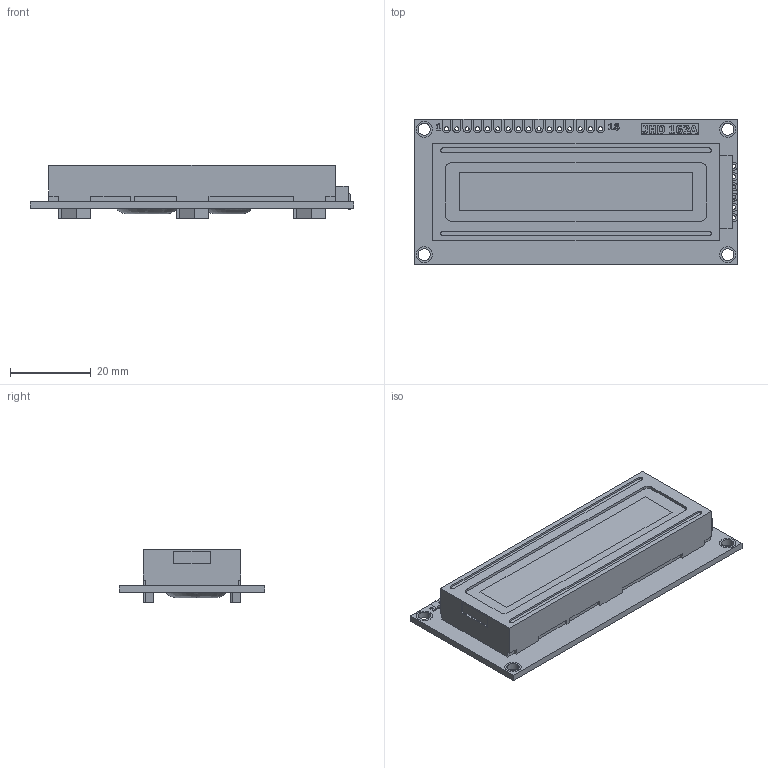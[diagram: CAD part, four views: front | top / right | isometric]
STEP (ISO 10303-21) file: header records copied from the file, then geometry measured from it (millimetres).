
FILE_DESCRIPTION (( 'STEP AP214' ), '1' );
FILE_NAME ('User Library-LCD 16x2 JHD162A.STEP', '2015-08-11T16:32:54', ( 'Windows User' ), ( '' ), 'SwSTEP 2.0', 'SolidWorks 2015', '' );
FILE_SCHEMA (( 'AUTOMOTIVE_DESIGN' ));
Length unit declared in the file: millimetre
Products named in the file (1): User Library-LCD 16x2 JHD162A
Bounding box: 80 x 36 x 13.15 mm (x, y, z)
Surface area: 8803.5 mm2 (no closed solid volume)
Topology: 0 solids, 3 shells, 813 faces, 2264 edges, 1496 vertices
Faces by surface type: plane 528, cylinder 148, bspline 135, torus 2
Entity records: 35816 total; most frequent: CARTESIAN_POINT 6533, ORIENTED_EDGE 4480, DIRECTION 3656, EDGE_CURVE 2264, LINE 1690, VECTOR 1690, VERTEX_POINT 1496, AXIS2_PLACEMENT_3D 983
